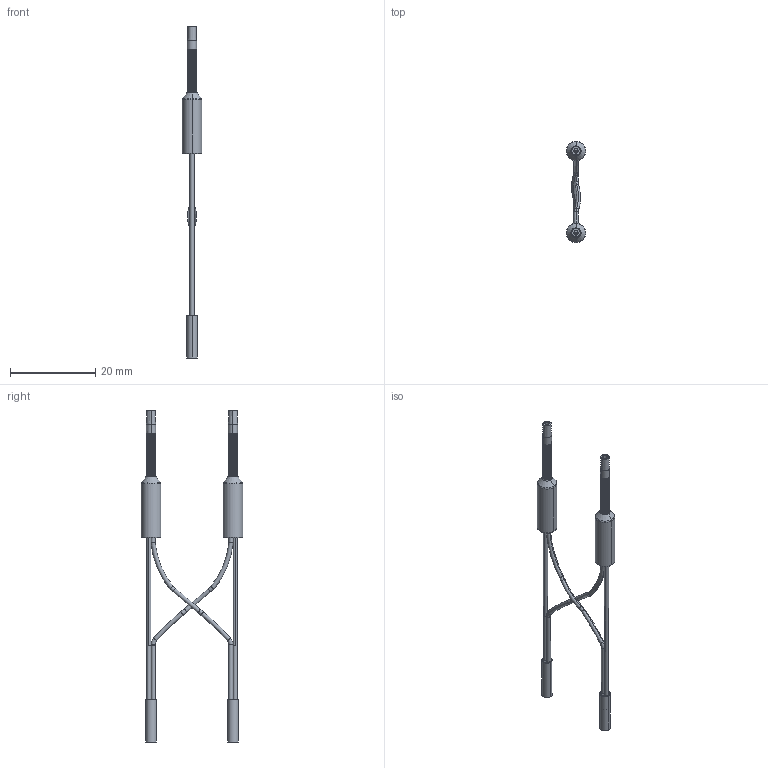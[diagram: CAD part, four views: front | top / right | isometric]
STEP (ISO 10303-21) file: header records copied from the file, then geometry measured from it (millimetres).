
FILE_DESCRIPTION((''),'2;1');
FILE_NAME('166409_ASM','2016-02-03T',('pdmadmin'),(''),'PRO/ENGINEER BY PARAMETRIC TECHNOLOGY CORPORATION, 2013230','PRO/ENGINEER BY PARAMETRIC TECHNOLOGY CORPORATION, 2013230','');
FILE_SCHEMA(('CONFIG_CONTROL_DESIGN'));
Length unit declared in the file: inch
Products named in the file (5): 110949; 41382_SPLIT_CURVE; 112649; FIBER_CORE_020_X_; 166409_ASM
Assembly tree (10 placements, depth 2):
  166409_ASM
    110949  x2
    41382_SPLIT_CURVE  x2
    112649  x2
    FIBER_CORE_020_X_  x4
Bounding box: 4.6 x 23.85 x 78.01 mm (x, y, z)
Volume: 646.5 mm3; surface area: 1793.9 mm2
Topology: 10 solids, 10 shells, 672 faces, 1616 edges, 964 vertices
Faces by surface type: cone 280, cylinder 180, torus 180, plane 28, bspline 4
Entity records: 10123 total; most frequent: DIRECTION 2030, CARTESIAN_POINT 1797, ORIENTED_EDGE 1604, AXIS2_PLACEMENT_3D 897, EDGE_CURVE 802, CIRCLE 552, VERTEX_POINT 478, EDGE_LOOP 336
